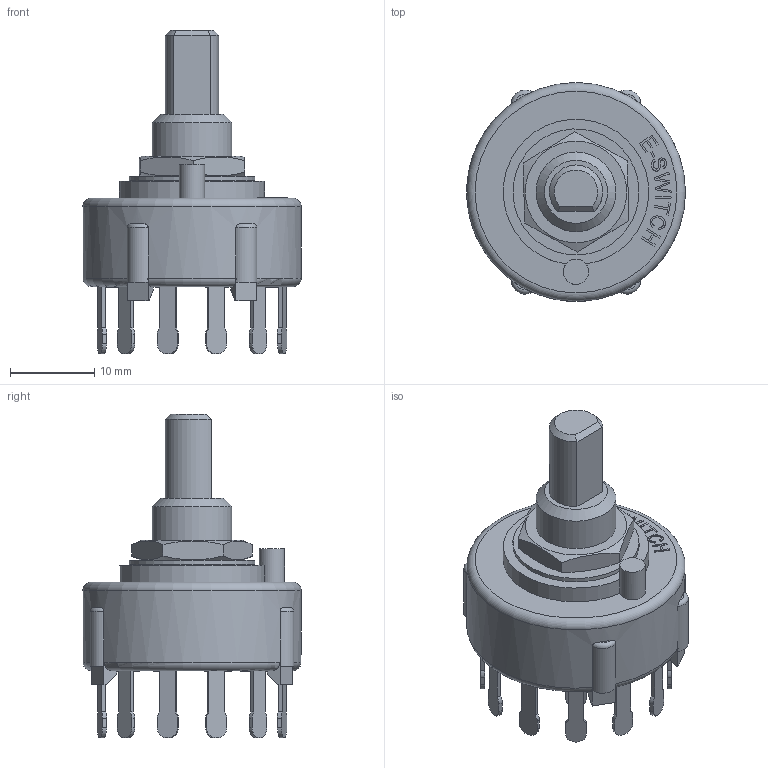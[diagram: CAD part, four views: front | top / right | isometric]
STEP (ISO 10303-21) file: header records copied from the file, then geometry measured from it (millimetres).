
FILE_DESCRIPTION(/* description */ (''),/* implementation_level */ '2;1');
FILE_NAME(/* name */ 'kc NEW STEP.stp',/* time_stamp */ '2025-09-09T15:59:45-05:00',/* author */ ('jmeyers'),/* organization */ (''),/* preprocessor_version */ 'ST-DEVELOPER v18.1',/* originating_system */ 'Autodesk Inventor 2022',/* authorisation */ '');
FILE_SCHEMA (('AUTOMOTIVE_DESIGN { 1 0 10303 214 3 1 1 }'));
Length unit declared in the file: inch
Products named in the file (1): newstep_Simplify_1
Bounding box: 26 x 26 x 38.5 mm (x, y, z)
Volume: 7256 mm3; surface area: 3117.2 mm2
Topology: 1 solids, 1 shells, 523 faces, 1393 edges, 910 vertices
Faces by surface type: plane 305, bspline 131, cylinder 70, torus 13, cone 4
Full cylindrical faces by diameter (mm): 3 x1, 9.5 x1, 15 x1, 26 x1
Entity records: 17086 total; most frequent: CARTESIAN_POINT 4854, ORIENTED_EDGE 2786, DIRECTION 2043, EDGE_CURVE 1393, LINE 933, VECTOR 933, VERTEX_POINT 910, EDGE_LOOP 569
